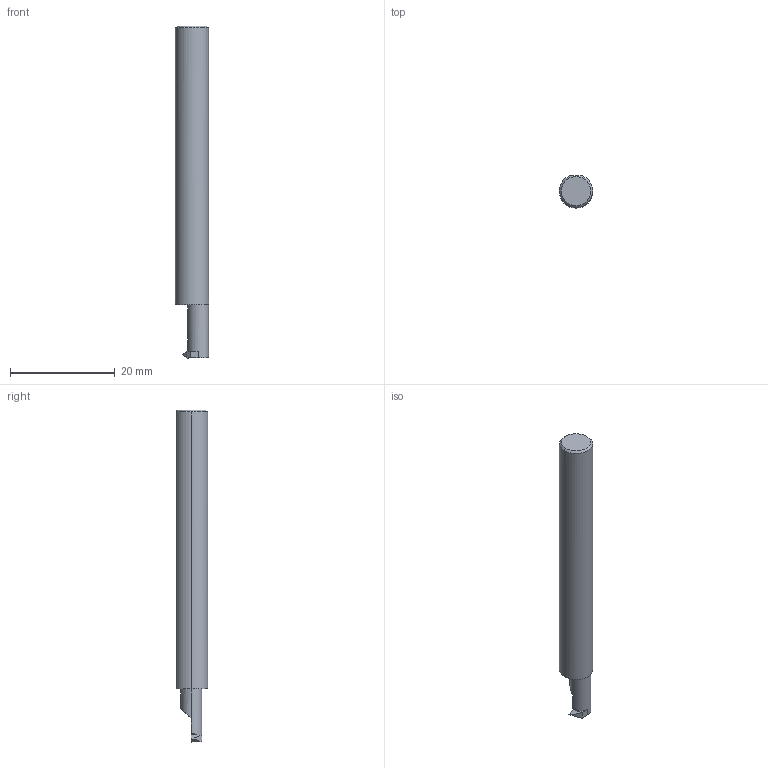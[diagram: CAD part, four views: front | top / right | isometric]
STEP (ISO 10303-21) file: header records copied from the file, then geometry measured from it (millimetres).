
FILE_DESCRIPTION (( 'STEP AP214' ), '1' );
FILE_NAME ('Micro_IT-200400X.STEP', '2021-09-08T13:15:46', ( '' ), ( '' ), 'SwSTEP 2.0', 'SolidWorks 2020', '' );
FILE_SCHEMA (( 'AUTOMOTIVE_DESIGN' ));
Length unit declared in the file: inch
Products named in the file (1): Micro_IT-200400X
Bounding box: 6.35 x 6.1 x 63.5 mm (x, y, z)
Volume: 1760.8 mm3; surface area: 1234.4 mm2
Topology: 1 solids, 1 shells, 23 faces, 55 edges, 34 vertices
Faces by surface type: plane 11, cylinder 10, cone 2
Entity records: 746 total; most frequent: CARTESIAN_POINT 197, ORIENTED_EDGE 110, DIRECTION 103, EDGE_CURVE 55, AXIS2_PLACEMENT_3D 38, VERTEX_POINT 34, VECTOR 27, LINE 27
